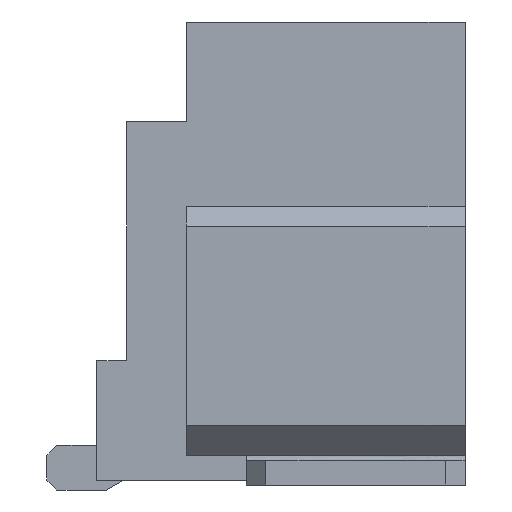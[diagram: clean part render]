
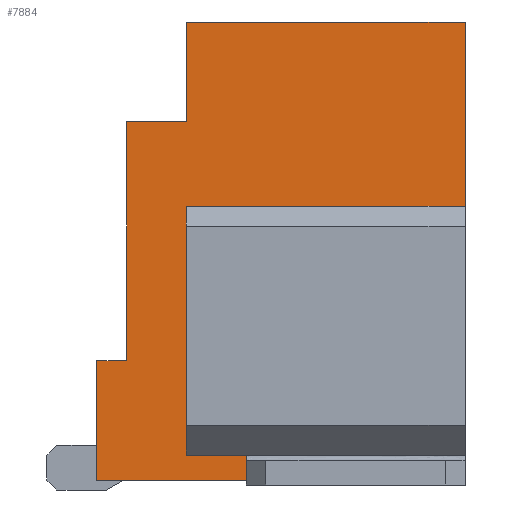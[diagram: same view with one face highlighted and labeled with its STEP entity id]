
A CAD part, left-side view. The second image highlights one B-rep face of the part: STEP entity #7884.
In plain terms, the highlighted planar face has unit normal (-1, 0, 0).
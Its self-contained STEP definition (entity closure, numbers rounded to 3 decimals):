
#6091=CARTESIAN_POINT('',(-5.25,1.85,0.1));
#6092=VERTEX_POINT('',#6091);
#6099=CARTESIAN_POINT('',(-5.25,1.85,1.3));
#6100=VERTEX_POINT('',#6099);
#6101=CARTESIAN_POINT('',(-5.25,1.85,0.1));
#6102=DIRECTION('',(0.0,0.0,1.0));
#6103=VECTOR('',#6102,1.2);
#6104=LINE('',#6101,#6103);
#6105=EDGE_CURVE('',#6092,#6100,#6104,.T.);
#6612=CARTESIAN_POINT('',(-5.25,-1.85,4.7));
#6613=VERTEX_POINT('',#6612);
#6620=CARTESIAN_POINT('',(-5.25,-1.85,2.85));
#6621=VERTEX_POINT('',#6620);
#6622=CARTESIAN_POINT('',(-5.25,-1.85,2.85));
#6623=DIRECTION('',(0.0,0.0,1.0));
#6624=VECTOR('',#6623,1.85);
#6625=LINE('',#6622,#6624);
#6626=EDGE_CURVE('',#6621,#6613,#6625,.T.);
#6700=CARTESIAN_POINT('',(-5.25,-1.85,0.35));
#6701=VERTEX_POINT('',#6700);
#6708=CARTESIAN_POINT('',(-5.25,-1.85,0.1));
#6709=VERTEX_POINT('',#6708);
#6710=CARTESIAN_POINT('',(-5.25,-1.85,0.1));
#6711=DIRECTION('',(0.0,0.0,1.0));
#6712=VECTOR('',#6711,0.25);
#6713=LINE('',#6710,#6712);
#6714=EDGE_CURVE('',#6709,#6701,#6713,.T.);
#7730=CARTESIAN_POINT('',(-5.25,0.95,4.7));
#7731=VERTEX_POINT('',#7730);
#7738=CARTESIAN_POINT('',(-5.25,0.95,4.7));
#7739=DIRECTION('',(0.0,-1.0,0.0));
#7740=VECTOR('',#7739,2.8);
#7741=LINE('',#7738,#7740);
#7742=EDGE_CURVE('',#7731,#6613,#7741,.T.);
#7815=CARTESIAN_POINT('',(-5.25,2.035,-0.13));
#7816=DIRECTION('',(-1.0,0.0,0.0));
#7817=DIRECTION('',(0.0,0.0,-1.0));
#7818=AXIS2_PLACEMENT_3D('',#7815,#7816,#7817);
#7819=PLANE('',#7818);
#7820=CARTESIAN_POINT('',(-5.25,0.95,3.7));
#7821=VERTEX_POINT('',#7820);
#7822=CARTESIAN_POINT('',(-5.25,1.55,3.7));
#7823=VERTEX_POINT('',#7822);
#7824=CARTESIAN_POINT('',(-5.25,0.95,3.7));
#7825=DIRECTION('',(0.0,1.0,0.0));
#7826=VECTOR('',#7825,0.6);
#7827=LINE('',#7824,#7826);
#7828=EDGE_CURVE('',#7821,#7823,#7827,.T.);
#7829=ORIENTED_EDGE('',*,*,#7828,.T.);
#7830=CARTESIAN_POINT('',(-5.25,1.55,1.3));
#7831=VERTEX_POINT('',#7830);
#7832=CARTESIAN_POINT('',(-5.25,1.55,3.7));
#7833=DIRECTION('',(0.0,0.0,-1.0));
#7834=VECTOR('',#7833,2.4);
#7835=LINE('',#7832,#7834);
#7836=EDGE_CURVE('',#7823,#7831,#7835,.T.);
#7837=ORIENTED_EDGE('',*,*,#7836,.T.);
#7838=CARTESIAN_POINT('',(-5.25,1.85,1.3));
#7839=DIRECTION('',(0.0,-1.0,0.0));
#7840=VECTOR('',#7839,0.3);
#7841=LINE('',#7838,#7840);
#7842=EDGE_CURVE('',#6100,#7831,#7841,.T.);
#7843=ORIENTED_EDGE('',*,*,#7842,.F.);
#7844=ORIENTED_EDGE('',*,*,#6105,.F.);
#7845=CARTESIAN_POINT('',(-5.25,1.85,0.1));
#7846=DIRECTION('',(0.0,-1.0,0.0));
#7847=VECTOR('',#7846,3.7);
#7848=LINE('',#7845,#7847);
#7849=EDGE_CURVE('',#6092,#6709,#7848,.T.);
#7850=ORIENTED_EDGE('',*,*,#7849,.T.);
#7851=ORIENTED_EDGE('',*,*,#6714,.T.);
#7852=CARTESIAN_POINT('',(-5.25,0.95,0.35));
#7853=VERTEX_POINT('',#7852);
#7854=CARTESIAN_POINT('',(-5.25,-1.85,0.35));
#7855=DIRECTION('',(0.0,1.0,0.0));
#7856=VECTOR('',#7855,2.8);
#7857=LINE('',#7854,#7856);
#7858=EDGE_CURVE('',#6701,#7853,#7857,.T.);
#7859=ORIENTED_EDGE('',*,*,#7858,.T.);
#7860=CARTESIAN_POINT('',(-5.25,0.95,2.85));
#7861=VERTEX_POINT('',#7860);
#7862=CARTESIAN_POINT('',(-5.25,0.95,2.85));
#7863=DIRECTION('',(0.0,0.0,-1.0));
#7864=VECTOR('',#7863,2.5);
#7865=LINE('',#7862,#7864);
#7866=EDGE_CURVE('',#7861,#7853,#7865,.T.);
#7867=ORIENTED_EDGE('',*,*,#7866,.F.);
#7868=CARTESIAN_POINT('',(-5.25,-1.85,2.85));
#7869=DIRECTION('',(0.0,1.0,0.0));
#7870=VECTOR('',#7869,2.8);
#7871=LINE('',#7868,#7870);
#7872=EDGE_CURVE('',#6621,#7861,#7871,.T.);
#7873=ORIENTED_EDGE('',*,*,#7872,.F.);
#7874=ORIENTED_EDGE('',*,*,#6626,.T.);
#7875=ORIENTED_EDGE('',*,*,#7742,.F.);
#7876=CARTESIAN_POINT('',(-5.25,0.95,4.7));
#7877=DIRECTION('',(0.0,0.0,-1.0));
#7878=VECTOR('',#7877,1.0);
#7879=LINE('',#7876,#7878);
#7880=EDGE_CURVE('',#7731,#7821,#7879,.T.);
#7881=ORIENTED_EDGE('',*,*,#7880,.T.);
#7882=EDGE_LOOP('',(#7829,#7837,#7843,#7844,#7850,#7851,#7859,#7867,#7873,#7874,#7875,#7881));
#7883=FACE_OUTER_BOUND('',#7882,.T.);
#7884=ADVANCED_FACE('',(#7883),#7819,.T.);
